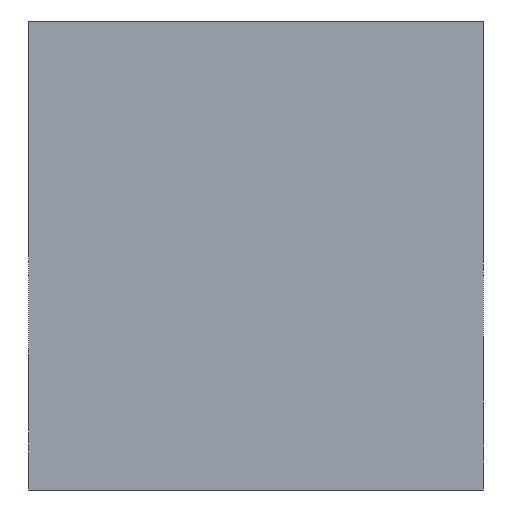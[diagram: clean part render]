
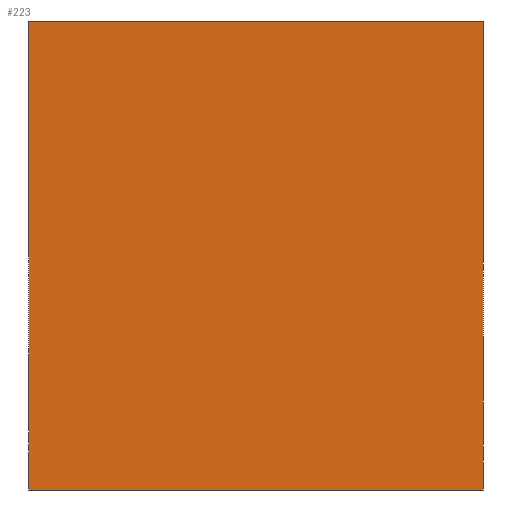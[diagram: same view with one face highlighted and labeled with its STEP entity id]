
A CAD part, left-side view. The second image highlights one B-rep face of the part: STEP entity #223.
In plain terms, the highlighted planar face has unit normal (-1, 0, 0).
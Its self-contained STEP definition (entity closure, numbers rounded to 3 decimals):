
#70 = VECTOR ( 'NONE', #1268, 1000. ) ;
#122 = LINE ( 'NONE', #2239, #422 ) ;
#150 = ORIENTED_EDGE ( 'NONE', *, *, #317, .T. ) ;
#223 = ADVANCED_FACE ( 'NONE', ( #616 ), #248, .T. ) ;
#248 = PLANE ( 'NONE',  #507 ) ;
#270 = DIRECTION ( 'NONE',  ( 0., -1., 0. ) ) ;
#317 = EDGE_CURVE ( 'NONE', #772, #713, #122, .T. ) ;
#422 = VECTOR ( 'NONE', #1237, 1000. ) ;
#507 = AXIS2_PLACEMENT_3D ( 'NONE', #1168, #2024, #1668 ) ;
#551 = CARTESIAN_POINT ( 'NONE',  ( -50., -34., -70. ) ) ;
#564 = ORIENTED_EDGE ( 'NONE', *, *, #1022, .F. ) ;
#605 = VECTOR ( 'NONE', #270, 1000. ) ;
#616 = FACE_OUTER_BOUND ( 'NONE', #1283, .T. ) ;
#713 = VERTEX_POINT ( 'NONE', #892 ) ;
#758 = VERTEX_POINT ( 'NONE', #2289 ) ;
#772 = VERTEX_POINT ( 'NONE', #551 ) ;
#881 = CARTESIAN_POINT ( 'NONE',  ( -50., -34., -70. ) ) ;
#883 = ORIENTED_EDGE ( 'NONE', *, *, #1039, .F. ) ;
#889 = LINE ( 'NONE', #881, #70 ) ;
#892 = CARTESIAN_POINT ( 'NONE',  ( -50., -34., 0. ) ) ;
#1008 = CARTESIAN_POINT ( 'NONE',  ( -50., 34., -70. ) ) ;
#1022 = EDGE_CURVE ( 'NONE', #1198, #758, #1319, .T. ) ;
#1039 = EDGE_CURVE ( 'NONE', #758, #713, #1334, .T. ) ;
#1168 = CARTESIAN_POINT ( 'NONE',  ( -50., -34., -70. ) ) ;
#1179 = CARTESIAN_POINT ( 'NONE',  ( -50., 34., -70. ) ) ;
#1198 = VERTEX_POINT ( 'NONE', #1008 ) ;
#1237 = DIRECTION ( 'NONE',  ( 0., 0., 1. ) ) ;
#1268 = DIRECTION ( 'NONE',  ( 0., -1., 0. ) ) ;
#1271 = ORIENTED_EDGE ( 'NONE', *, *, #1993, .T. ) ;
#1283 = EDGE_LOOP ( 'NONE', ( #883, #564, #1271, #150 ) ) ;
#1319 = LINE ( 'NONE', #1179, #1910 ) ;
#1334 = LINE ( 'NONE', #2221, #605 ) ;
#1668 = DIRECTION ( 'NONE',  ( 0., 0., 1. ) ) ;
#1910 = VECTOR ( 'NONE', #2011, 1000. ) ;
#1993 = EDGE_CURVE ( 'NONE', #1198, #772, #889, .T. ) ;
#2011 = DIRECTION ( 'NONE',  ( 0., 0., 1. ) ) ;
#2024 = DIRECTION ( 'NONE',  ( -1., 0., 0. ) ) ;
#2221 = CARTESIAN_POINT ( 'NONE',  ( -50., -34., 0. ) ) ;
#2239 = CARTESIAN_POINT ( 'NONE',  ( -50., -34., -70. ) ) ;
#2289 = CARTESIAN_POINT ( 'NONE',  ( -50., 34., 0. ) ) ;
